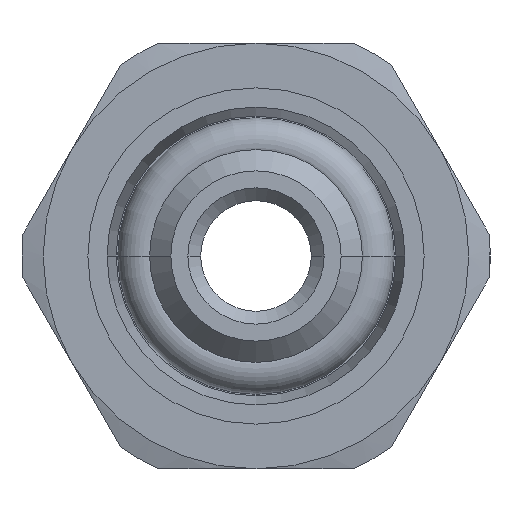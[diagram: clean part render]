
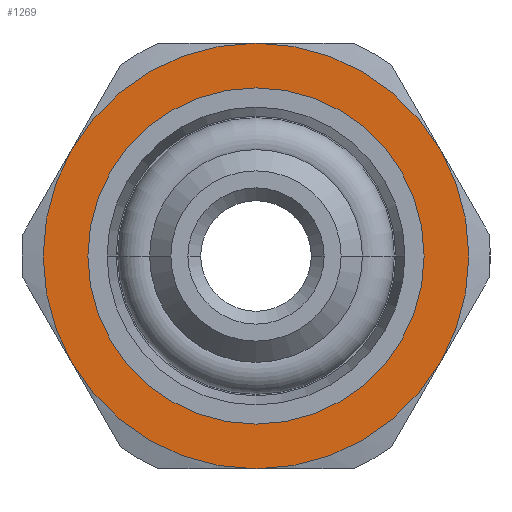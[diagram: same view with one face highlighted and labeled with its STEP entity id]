
A CAD part, front view. The second image highlights one B-rep face of the part: STEP entity #1269.
In plain terms, the highlighted planar face has unit normal (0, -1, 0).
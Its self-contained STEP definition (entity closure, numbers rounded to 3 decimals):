
#240=CARTESIAN_POINT('',(0.,4.3,0.));
#241=DIRECTION('',(0.,-1.,0.));
#242=DIRECTION('',(-1.,0.,0.));
#243=AXIS2_PLACEMENT_3D('',#240,#241,#242);
#245=CARTESIAN_POINT('',(0.,4.3,0.));
#246=DIRECTION('',(0.,1.,0.));
#247=DIRECTION('',(-1.,0.,0.));
#248=AXIS2_PLACEMENT_3D('',#245,#246,#247);
#254=CARTESIAN_POINT('',(0.,4.3,
-5.));
#267=CARTESIAN_POINT('',(0.,4.3,0.));
#268=DIRECTION('',(0.,-1.,0.));
#269=DIRECTION('',(-0.866,0.,-0.5));
#270=AXIS2_PLACEMENT_3D('',#267,#268,#269);
#276=CARTESIAN_POINT('',(4.33,4.3,-2.5));
#289=CARTESIAN_POINT('',(0.,4.3,0.));
#290=DIRECTION('',(0.,-1.,0.));
#291=DIRECTION('',(0.,0.,-1.));
#292=AXIS2_PLACEMENT_3D('',#289,#290,#291);
#298=CARTESIAN_POINT('',(4.33,4.3,2.5));
#311=CARTESIAN_POINT('',(0.,4.3,0.));
#312=DIRECTION('',(0.,-1.,0.));
#313=DIRECTION('',(0.866,0.,-0.5));
#314=AXIS2_PLACEMENT_3D('',#311,#312,#313);
#322=CARTESIAN_POINT('',(0.,4.3,0.));
#323=DIRECTION('',(0.,-1.,0.));
#324=DIRECTION('',(0.866,0.,0.5));
#325=AXIS2_PLACEMENT_3D('',#322,#323,#324);
#331=CARTESIAN_POINT('',(0.,4.3,5.));
#650=CARTESIAN_POINT('',(-4.33,4.3,2.5));
#663=CARTESIAN_POINT('',(0.,4.3,0.));
#664=DIRECTION('',(0.,1.,0.));
#665=DIRECTION('',(-0.866,0.,0.5));
#666=AXIS2_PLACEMENT_3D('',#663,#664,#665);
#668=CARTESIAN_POINT('',(0.,4.3,0.));
#669=DIRECTION('',(0.,-1.,0.));
#670=DIRECTION('',(-0.866,0.,0.5));
#671=AXIS2_PLACEMENT_3D('',#668,#669,#670);
#677=CARTESIAN_POINT('',(-4.33,4.3,-2.5));
#768=CARTESIAN_POINT('',(-3.95,4.3,0.));
#769=VERTEX_POINT('',#768);
#770=CARTESIAN_POINT('',(3.95,4.3,0.));
#771=VERTEX_POINT('',#770);
#817=VERTEX_POINT('',#331);
#827=VERTEX_POINT('',#650);
#837=VERTEX_POINT('',#677);
#847=VERTEX_POINT('',#254);
#857=VERTEX_POINT('',#276);
#867=VERTEX_POINT('',#298);
#1246=CARTESIAN_POINT('',(0.,4.3,0.));
#1247=DIRECTION('',(0.,-1.,0.));
#1248=DIRECTION('',(-1.,0.,0.));
#1249=AXIS2_PLACEMENT_3D('',#1246,#1247,#1248);
#1250=PLANE('',#1249);
#1252=ORIENTED_EDGE('',*,*,#1251,.F.);
#1254=ORIENTED_EDGE('',*,*,#1253,.F.);
#1256=ORIENTED_EDGE('',*,*,#1255,.F.);
#1258=ORIENTED_EDGE('',*,*,#1257,.F.);
#1260=ORIENTED_EDGE('',*,*,#1259,.T.);
#1262=ORIENTED_EDGE('',*,*,#1261,.F.);
#1263=EDGE_LOOP('',(#1252,#1254,#1256,#1258,#1260,#1262));
#1264=FACE_OUTER_BOUND('',#1263,.F.);
#1265=ORIENTED_EDGE('',*,*,#1226,.T.);
#1266=ORIENTED_EDGE('',*,*,#1240,.F.);
#1267=EDGE_LOOP('',(#1265,#1266));
#1268=FACE_BOUND('',#1267,.F.);
#1269=ADVANCED_FACE('',(#1264,#1268),#1250,.T.);
#244=CIRCLE('',#243,3.95);
#249=CIRCLE('',#248,3.95);
#271=CIRCLE('',#270,5.);
#293=CIRCLE('',#292,5.);
#315=CIRCLE('',#314,5.);
#326=CIRCLE('',#325,5.);
#667=CIRCLE('',#666,5.);
#672=CIRCLE('',#671,5.);
#1226=EDGE_CURVE('',#769,#771,#244,.T.);
#1240=EDGE_CURVE('',#769,#771,#249,.T.);
#1251=EDGE_CURVE('',#857,#867,#315,.T.);
#1253=EDGE_CURVE('',#847,#857,#293,.T.);
#1255=EDGE_CURVE('',#837,#847,#271,.T.);
#1257=EDGE_CURVE('',#827,#837,#672,.T.);
#1259=EDGE_CURVE('',#827,#817,#667,.T.);
#1261=EDGE_CURVE('',#867,#817,#326,.T.);
